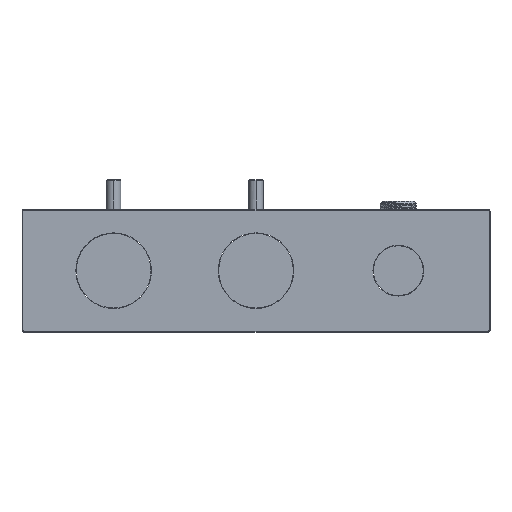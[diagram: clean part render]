
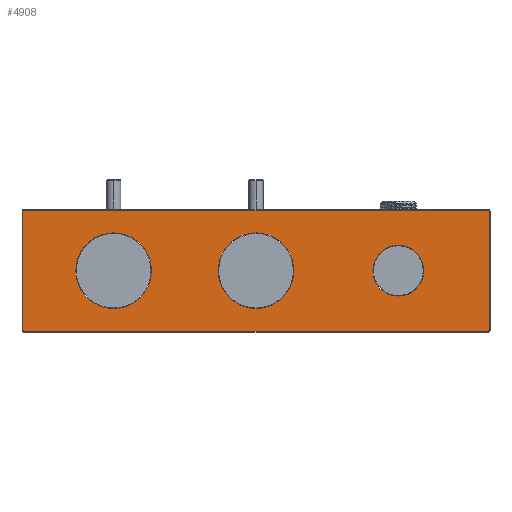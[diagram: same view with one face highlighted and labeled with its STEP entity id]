
A CAD part, left-side view. The second image highlights one B-rep face of the part: STEP entity #4908.
In plain terms, the highlighted planar face has unit normal (-1, 0, 0).
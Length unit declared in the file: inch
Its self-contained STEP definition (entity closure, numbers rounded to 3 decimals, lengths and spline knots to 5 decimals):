
#4423=CARTESIAN_POINT('',(3.,80.,0.));
#4424=DIRECTION('',(1.,0.,0.));
#4425=DIRECTION('',(0.,0.,1.));
#4426=AXIS2_PLACEMENT_3D('',#4423,#4424,#4425);
#4428=CARTESIAN_POINT('',(3.,80.,0.));
#4429=DIRECTION('',(1.,0.,0.));
#4430=DIRECTION('',(0.,0.,-1.));
#4431=AXIS2_PLACEMENT_3D('',#4428,#4429,#4430);
#4433=CARTESIAN_POINT('',(3.,0.,0.));
#4434=DIRECTION('',(1.,0.,0.));
#4435=DIRECTION('',(0.,0.,1.));
#4436=AXIS2_PLACEMENT_3D('',#4433,#4434,#4435);
#4438=CARTESIAN_POINT('',(3.,0.,0.));
#4439=DIRECTION('',(1.,0.,0.));
#4440=DIRECTION('',(0.,0.,-1.));
#4441=AXIS2_PLACEMENT_3D('',#4438,#4439,#4440);
#4443=CARTESIAN_POINT('',(3.,-80.,0.));
#4444=DIRECTION('',(1.,0.,0.));
#4445=DIRECTION('',(0.,0.,1.));
#4446=AXIS2_PLACEMENT_3D('',#4443,#4444,#4445);
#4448=CARTESIAN_POINT('',(3.,-80.,0.));
#4449=DIRECTION('',(1.,0.,0.));
#4450=DIRECTION('',(0.,0.,-1.));
#4451=AXIS2_PLACEMENT_3D('',#4448,#4449,#4450);
#4453=CARTESIAN_POINT('',(3.,130.5,33.5));
#4454=DIRECTION('',(-1.,0.,0.));
#4455=DIRECTION('',(0.,0.,1.));
#4456=AXIS2_PLACEMENT_3D('',#4453,#4454,#4455);
#4458=DIRECTION('',(0.,1.,0.));
#4459=VECTOR('',#4458,261.);
#4460=CARTESIAN_POINT('',(3.,-130.5,34.));
#4461=LINE('',#4460,#4459);
#4462=CARTESIAN_POINT('',(3.,-130.5,33.5));
#4463=DIRECTION('',(-1.,0.,0.));
#4464=DIRECTION('',(0.,-1.,0.));
#4465=AXIS2_PLACEMENT_3D('',#4462,#4463,#4464);
#4467=DIRECTION('',(0.,0.,1.));
#4468=VECTOR('',#4467,67.);
#4469=CARTESIAN_POINT('',(3.,-131.,-33.5));
#4470=LINE('',#4469,#4468);
#4471=CARTESIAN_POINT('',(3.,-130.5,-33.5));
#4472=DIRECTION('',(-1.,0.,0.));
#4473=DIRECTION('',(0.,0.,-1.));
#4474=AXIS2_PLACEMENT_3D('',#4471,#4472,#4473);
#4476=DIRECTION('',(0.,-1.,0.));
#4477=VECTOR('',#4476,261.);
#4478=CARTESIAN_POINT('',(3.,130.5,-34.));
#4479=LINE('',#4478,#4477);
#4480=CARTESIAN_POINT('',(3.,130.5,-33.5));
#4481=DIRECTION('',(-1.,0.,0.));
#4482=DIRECTION('',(0.,1.,0.));
#4483=AXIS2_PLACEMENT_3D('',#4480,#4481,#4482);
#4485=DIRECTION('',(0.,0.,-1.));
#4486=VECTOR('',#4485,67.);
#4487=CARTESIAN_POINT('',(3.,131.,33.5));
#4488=LINE('',#4487,#4486);
#4696=CARTESIAN_POINT('',(3.,80.,21.25));
#4697=CARTESIAN_POINT('',(3.,80.,-21.25));
#4698=VERTEX_POINT('',#4696);
#4699=VERTEX_POINT('',#4697);
#4700=CARTESIAN_POINT('',(3.,0.,21.25));
#4701=CARTESIAN_POINT('',(3.,0.,-21.25));
#4702=VERTEX_POINT('',#4700);
#4703=VERTEX_POINT('',#4701);
#4704=CARTESIAN_POINT('',(3.,-80.,14.25));
#4705=CARTESIAN_POINT('',(3.,-80.,-14.25));
#4706=VERTEX_POINT('',#4704);
#4707=VERTEX_POINT('',#4705);
#4740=CARTESIAN_POINT('',(3.,130.5,34.));
#4741=CARTESIAN_POINT('',(3.,131.,33.5));
#4742=VERTEX_POINT('',#4740);
#4743=VERTEX_POINT('',#4741);
#4748=CARTESIAN_POINT('',(3.,131.,-33.5));
#4749=VERTEX_POINT('',#4748);
#4752=CARTESIAN_POINT('',(3.,130.5,-34.));
#4753=VERTEX_POINT('',#4752);
#4756=CARTESIAN_POINT('',(3.,-130.5,-34.));
#4757=VERTEX_POINT('',#4756);
#4760=CARTESIAN_POINT('',(3.,-131.,-33.5));
#4761=VERTEX_POINT('',#4760);
#4764=CARTESIAN_POINT('',(3.,-131.,33.5));
#4765=VERTEX_POINT('',#4764);
#4768=CARTESIAN_POINT('',(3.,-130.5,34.));
#4769=VERTEX_POINT('',#4768);
#4869=CARTESIAN_POINT('',(3.,0.,0.));
#4870=DIRECTION('',(1.,0.,0.));
#4871=DIRECTION('',(0.,0.,-1.));
#4872=AXIS2_PLACEMENT_3D('',#4869,#4870,#4871);
#4873=PLANE('',#4872);
#4875=ORIENTED_EDGE('',*,*,#4874,.F.);
#4877=ORIENTED_EDGE('',*,*,#4876,.F.);
#4879=ORIENTED_EDGE('',*,*,#4878,.F.);
#4881=ORIENTED_EDGE('',*,*,#4880,.F.);
#4883=ORIENTED_EDGE('',*,*,#4882,.F.);
#4885=ORIENTED_EDGE('',*,*,#4884,.F.);
#4887=ORIENTED_EDGE('',*,*,#4886,.F.);
#4889=ORIENTED_EDGE('',*,*,#4888,.F.);
#4890=EDGE_LOOP('',(#4875,#4877,#4879,#4881,#4883,#4885,#4887,#4889));
#4891=FACE_OUTER_BOUND('',#4890,.F.);
#4893=ORIENTED_EDGE('',*,*,#4892,.F.);
#4895=ORIENTED_EDGE('',*,*,#4894,.F.);
#4896=EDGE_LOOP('',(#4893,#4895));
#4897=FACE_BOUND('',#4896,.F.);
#4899=ORIENTED_EDGE('',*,*,#4898,.F.);
#4901=ORIENTED_EDGE('',*,*,#4900,.F.);
#4902=EDGE_LOOP('',(#4899,#4901));
#4903=FACE_BOUND('',#4902,.F.);
#4904=ORIENTED_EDGE('',*,*,#4849,.F.);
#4905=ORIENTED_EDGE('',*,*,#4863,.F.);
#4906=EDGE_LOOP('',(#4904,#4905));
#4907=FACE_BOUND('',#4906,.F.);
#4908=ADVANCED_FACE('',(#4891,#4897,#4903,#4907),#4873,.F.);
#4427=CIRCLE('',#4426,21.25);
#4432=CIRCLE('',#4431,21.25);
#4437=CIRCLE('',#4436,21.25);
#4442=CIRCLE('',#4441,21.25);
#4447=CIRCLE('',#4446,14.25);
#4452=CIRCLE('',#4451,14.25);
#4457=CIRCLE('',#4456,0.5);
#4466=CIRCLE('',#4465,0.5);
#4475=CIRCLE('',#4474,0.5);
#4484=CIRCLE('',#4483,0.5);
#4849=EDGE_CURVE('',#4698,#4699,#4427,.T.);
#4863=EDGE_CURVE('',#4699,#4698,#4432,.T.);
#4874=EDGE_CURVE('',#4742,#4743,#4457,.T.);
#4876=EDGE_CURVE('',#4769,#4742,#4461,.T.);
#4878=EDGE_CURVE('',#4765,#4769,#4466,.T.);
#4880=EDGE_CURVE('',#4761,#4765,#4470,.T.);
#4882=EDGE_CURVE('',#4757,#4761,#4475,.T.);
#4884=EDGE_CURVE('',#4753,#4757,#4479,.T.);
#4886=EDGE_CURVE('',#4749,#4753,#4484,.T.);
#4888=EDGE_CURVE('',#4743,#4749,#4488,.T.);
#4892=EDGE_CURVE('',#4702,#4703,#4437,.T.);
#4894=EDGE_CURVE('',#4703,#4702,#4442,.T.);
#4898=EDGE_CURVE('',#4706,#4707,#4447,.T.);
#4900=EDGE_CURVE('',#4707,#4706,#4452,.T.);
